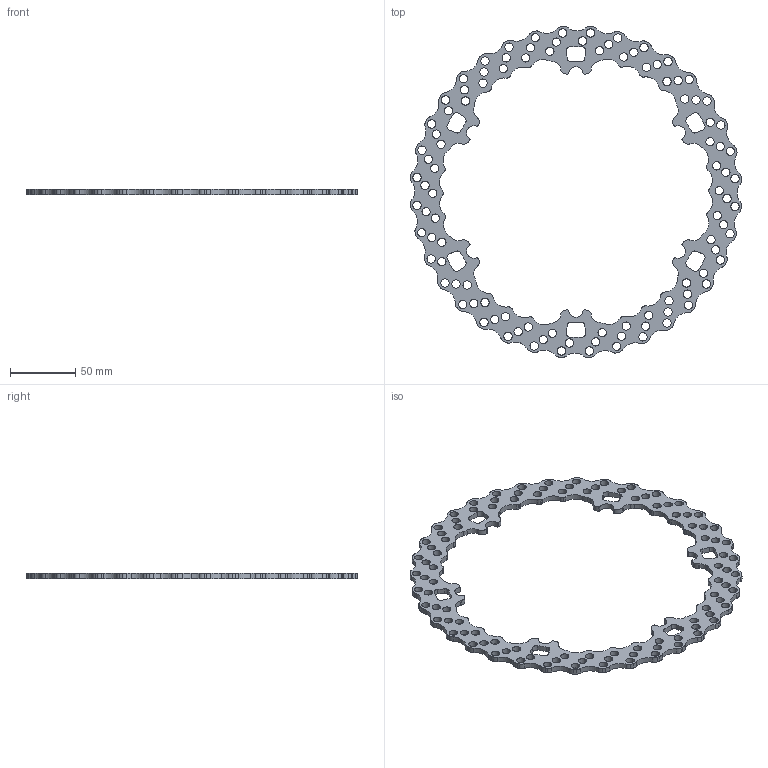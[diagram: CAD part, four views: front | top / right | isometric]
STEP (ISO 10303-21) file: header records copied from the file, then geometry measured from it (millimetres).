
FILE_DESCRIPTION (( 'STEP AP203' ), '1' );
FILE_NAME ('5108.STEP', '2015-07-30T17:16:33', ( 'Casey' ), ( 'Microsoft' ), 'SwSTEP 2.0', 'SolidWorks 2013', '' );
FILE_SCHEMA (( 'CONFIG_CONTROL_DESIGN' ));
Length unit declared in the file: inch
Products named in the file (1): 5108
Bounding box: 253.32 x 253.3 x 4.19 mm (x, y, z)
Volume: 54907 mm3; surface area: 42714.8 mm2
Topology: 1 solids, 1 shells, 579 faces, 1731 edges, 1154 vertices
Faces by surface type: cylinder 553, plane 26
Entity records: 20686 total; most frequent: DIRECTION 3997, CARTESIAN_POINT 3465, ORIENTED_EDGE 3462, EDGE_CURVE 1731, AXIS2_PLACEMENT_3D 1686, VERTEX_POINT 1154, CIRCLE 1106, EDGE_LOOP 797
